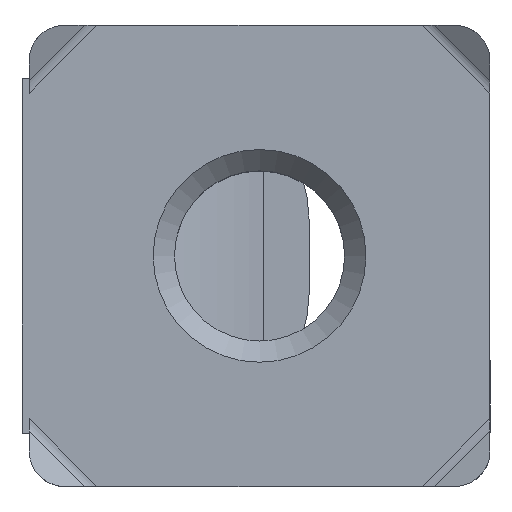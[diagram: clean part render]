
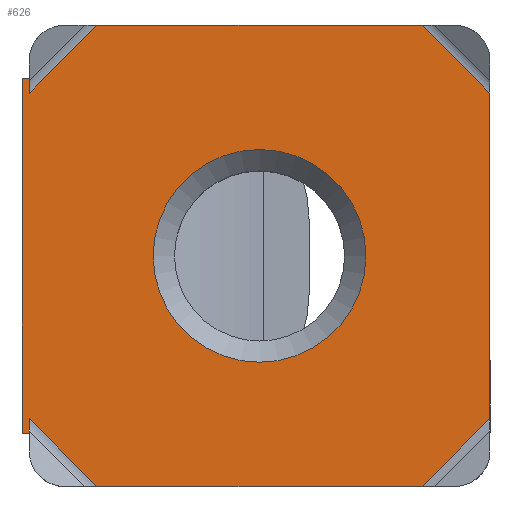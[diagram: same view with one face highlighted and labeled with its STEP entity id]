
A CAD part, top view. The second image highlights one B-rep face of the part: STEP entity #626.
In plain terms, the highlighted planar face has unit normal (0, 0, 1).
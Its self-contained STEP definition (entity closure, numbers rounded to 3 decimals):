
#44=FACE_BOUND('',#118,.T.);
#46=PLANE('',#668);
#81=FACE_OUTER_BOUND('',#117,.T.);
#117=EDGE_LOOP('',(#443,#444,#445,#446,#447,#448,#449,#450,#451,#452,#453,
#454));
#118=EDGE_LOOP('',(#455));
#152=LINE('',#917,#207);
#153=LINE('',#919,#208);
#154=LINE('',#921,#209);
#155=LINE('',#923,#210);
#156=LINE('',#925,#211);
#157=LINE('',#927,#212);
#158=LINE('',#929,#213);
#159=LINE('',#931,#214);
#160=LINE('',#933,#215);
#161=LINE('',#935,#216);
#162=LINE('',#937,#217);
#163=LINE('',#938,#218);
#207=VECTOR('',#744,1.);
#208=VECTOR('',#745,1.);
#209=VECTOR('',#746,1.);
#210=VECTOR('',#747,1.);
#211=VECTOR('',#748,1.);
#212=VECTOR('',#749,1.);
#213=VECTOR('',#750,1.);
#214=VECTOR('',#751,1.);
#215=VECTOR('',#752,1.);
#216=VECTOR('',#753,1.);
#217=VECTOR('',#754,1.);
#218=VECTOR('',#755,1.);
#263=CIRCLE('',#667,3.);
#276=VERTEX_POINT('',#911);
#277=VERTEX_POINT('',#915);
#278=VERTEX_POINT('',#916);
#279=VERTEX_POINT('',#918);
#280=VERTEX_POINT('',#920);
#281=VERTEX_POINT('',#922);
#282=VERTEX_POINT('',#924);
#283=VERTEX_POINT('',#926);
#284=VERTEX_POINT('',#928);
#285=VERTEX_POINT('',#930);
#286=VERTEX_POINT('',#932);
#287=VERTEX_POINT('',#934);
#288=VERTEX_POINT('',#936);
#340=EDGE_CURVE('',#276,#276,#263,.T.);
#342=EDGE_CURVE('',#277,#278,#152,.T.);
#343=EDGE_CURVE('',#279,#278,#153,.T.);
#344=EDGE_CURVE('',#280,#279,#154,.T.);
#345=EDGE_CURVE('',#281,#280,#155,.T.);
#346=EDGE_CURVE('',#282,#281,#156,.T.);
#347=EDGE_CURVE('',#283,#282,#157,.T.);
#348=EDGE_CURVE('',#284,#283,#158,.T.);
#349=EDGE_CURVE('',#285,#284,#159,.T.);
#350=EDGE_CURVE('',#285,#286,#160,.T.);
#351=EDGE_CURVE('',#286,#287,#161,.T.);
#352=EDGE_CURVE('',#288,#287,#162,.T.);
#353=EDGE_CURVE('',#288,#277,#163,.T.);
#443=ORIENTED_EDGE('',*,*,#342,.T.);
#444=ORIENTED_EDGE('',*,*,#343,.F.);
#445=ORIENTED_EDGE('',*,*,#344,.F.);
#446=ORIENTED_EDGE('',*,*,#345,.F.);
#447=ORIENTED_EDGE('',*,*,#346,.F.);
#448=ORIENTED_EDGE('',*,*,#347,.F.);
#449=ORIENTED_EDGE('',*,*,#348,.F.);
#450=ORIENTED_EDGE('',*,*,#349,.F.);
#451=ORIENTED_EDGE('',*,*,#350,.T.);
#452=ORIENTED_EDGE('',*,*,#351,.T.);
#453=ORIENTED_EDGE('',*,*,#352,.F.);
#454=ORIENTED_EDGE('',*,*,#353,.T.);
#455=ORIENTED_EDGE('',*,*,#340,.F.);
#626=ADVANCED_FACE('',(#81,#44),#46,.T.);
#667=AXIS2_PLACEMENT_3D('',#912,#739,#740);
#668=AXIS2_PLACEMENT_3D('',#914,#742,#743);
#739=DIRECTION('center_axis',(0.,0.,1.));
#740=DIRECTION('ref_axis',(-1.,0.,0.));
#742=DIRECTION('center_axis',(0.,0.,1.));
#743=DIRECTION('ref_axis',(0.,-1.,0.));
#744=DIRECTION('',(0.,1.,0.));
#745=DIRECTION('',(-0.707,0.707,0.));
#746=DIRECTION('',(-1.,0.,0.));
#747=DIRECTION('',(-0.707,-0.707,0.));
#748=DIRECTION('',(0.,-1.,0.));
#749=DIRECTION('',(0.707,-0.707,0.));
#750=DIRECTION('',(1.,0.,0.));
#751=DIRECTION('',(0.707,0.707,0.));
#752=DIRECTION('',(0.,1.,0.));
#753=DIRECTION('',(-1.,0.,0.));
#754=DIRECTION('',(0.,1.,0.));
#755=DIRECTION('',(1.,0.,0.));
#911=CARTESIAN_POINT('',(3.,0.,0.));
#912=CARTESIAN_POINT('Origin',(0.,0.,0.));
#914=CARTESIAN_POINT('Origin',(0.,0.,
0.));
#915=CARTESIAN_POINT('',(-6.5,-5.,0.));
#916=CARTESIAN_POINT('',(-6.5,-4.593,0.));
#917=CARTESIAN_POINT('',(-6.5,9.355,0.));
#918=CARTESIAN_POINT('',(-4.593,-6.5,0.));
#919=CARTESIAN_POINT('',(-8.797,-2.297,0.));
#920=CARTESIAN_POINT('',(4.593,-6.5,0.));
#921=CARTESIAN_POINT('',(-11.134,-6.5,0.));
#922=CARTESIAN_POINT('',(6.5,-4.593,0.));
#923=CARTESIAN_POINT('',(5.547,-5.547,0.));
#924=CARTESIAN_POINT('',(6.5,4.593,0.));
#925=CARTESIAN_POINT('',(6.5,3.248,0.));
#926=CARTESIAN_POINT('',(4.593,6.5,0.));
#927=CARTESIAN_POINT('',(2.297,8.797,0.));
#928=CARTESIAN_POINT('',(-4.593,6.5,0.));
#929=CARTESIAN_POINT('',(-4.634,6.5,0.));
#930=CARTESIAN_POINT('',(-6.5,4.593,0.));
#931=CARTESIAN_POINT('',(-5.547,5.547,0.));
#932=CARTESIAN_POINT('',(-6.5,5.,0.));
#933=CARTESIAN_POINT('',(-6.5,9.355,0.));
#934=CARTESIAN_POINT('',(-6.7,5.,0.));
#935=CARTESIAN_POINT('',(-6.7,5.,0.));
#936=CARTESIAN_POINT('',(-6.7,-5.,0.));
#937=CARTESIAN_POINT('',(-6.7,-5.,0.));
#938=CARTESIAN_POINT('',(-6.7,-5.,0.));
